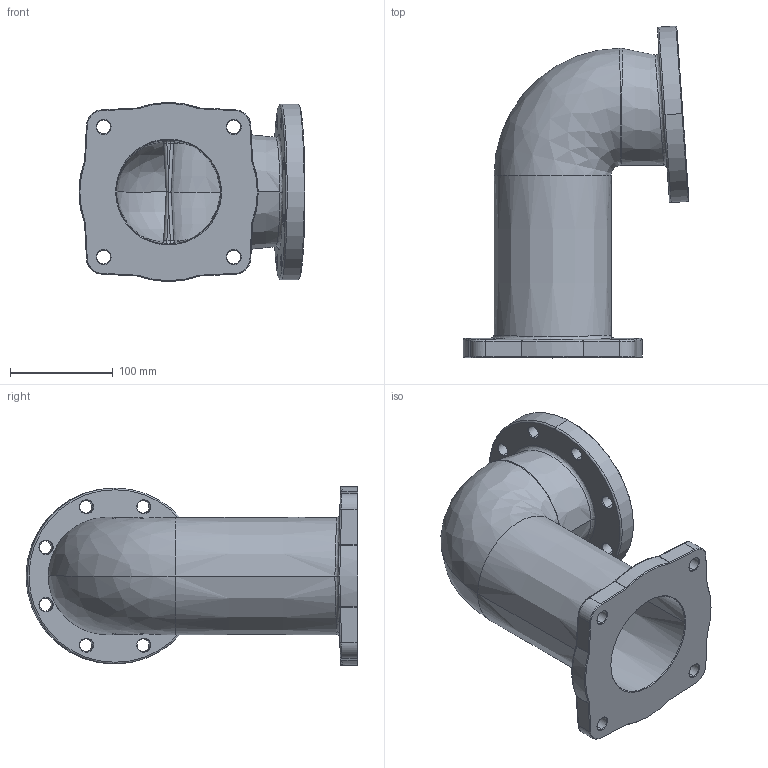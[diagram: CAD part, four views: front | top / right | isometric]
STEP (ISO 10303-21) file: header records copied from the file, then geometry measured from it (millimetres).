
FILE_DESCRIPTION((''),'2;1');
FILE_NAME('D30607_SW0001','2013-12-12T',('jhabe'),(''),'PRO/ENGINEER BY PARAMETRIC TECHNOLOGY CORPORATION, 2011310','PRO/ENGINEER BY PARAMETRIC TECHNOLOGY CORPORATION, 2011310','');
FILE_SCHEMA(('CONFIG_CONTROL_DESIGN'));
Length unit declared in the file: inch
Products named in the file (1): D30607_SW0001
Bounding box: 220.24 x 323.62 x 174.62 mm (x, y, z)
Surface area: 334141.3 mm2 (no closed solid volume)
Topology: 0 solids, 1 shells, 257 faces, 594 edges, 338 vertices
Faces by surface type: bspline 100, cone 62, cylinder 60, plane 33, torus 2
Entity records: 13058 total; most frequent: CARTESIAN_POINT 7825, ORIENTED_EDGE 1188, DIRECTION 902, EDGE_CURVE 594, AXIS2_PLACEMENT_3D 349, VERTEX_POINT 338, EDGE_LOOP 284, FACE_OUTER_BOUND 257
